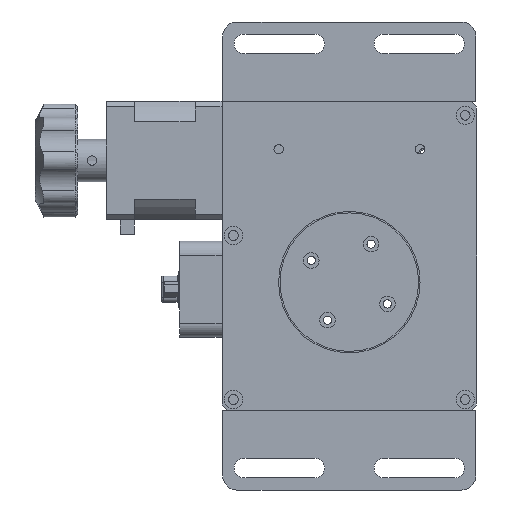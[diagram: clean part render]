
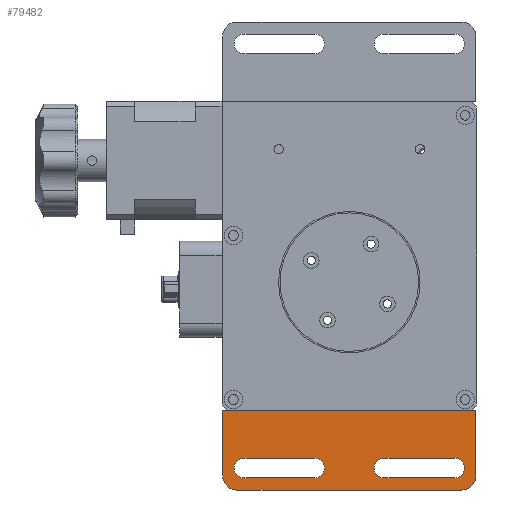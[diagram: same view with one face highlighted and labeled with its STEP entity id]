
A CAD part, front view. The second image highlights one B-rep face of the part: STEP entity #79482.
In plain terms, the highlighted planar face has unit normal (0, -1, 0).
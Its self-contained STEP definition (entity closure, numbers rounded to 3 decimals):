
#2253 = ORIENTED_EDGE ( 'NONE', *, *, #18670, .T. ) ;
#3226 = VERTEX_POINT ( 'NONE', #29585 ) ;
#4663 = LINE ( 'NONE', #31494, #68092 ) ;
#4861 = AXIS2_PLACEMENT_3D ( 'NONE', #9529, #67356, #17777 ) ;
#5090 = VERTEX_POINT ( 'NONE', #90658 ) ;
#5353 = ORIENTED_EDGE ( 'NONE', *, *, #17917, .T. ) ;
#6918 = ORIENTED_EDGE ( 'NONE', *, *, #16557, .T. ) ;
#8225 = CIRCLE ( 'NONE', #104600, 5. ) ;
#8536 = VERTEX_POINT ( 'NONE', #36313 ) ;
#8753 = VERTEX_POINT ( 'NONE', #97391 ) ;
#9529 = CARTESIAN_POINT ( 'NONE',  ( -39.75, 0., -68.5 ) ) ;
#9720 = LINE ( 'NONE', #68781, #53751 ) ;
#10442 = CARTESIAN_POINT ( 'NONE',  ( -12.25, 0., -62.25 ) ) ;
#11474 = EDGE_CURVE ( 'NONE', #79585, #53261, #34451, .T. ) ;
#12285 = VERTEX_POINT ( 'NONE', #24914 ) ;
#12475 = VECTOR ( 'NONE', #18530, 1000. ) ;
#12600 = LINE ( 'NONE', #95046, #100595 ) ;
#13694 = CIRCLE ( 'NONE', #66490, 3.5 ) ;
#16535 = CIRCLE ( 'NONE', #30822, 3.5 ) ;
#16557 = EDGE_CURVE ( 'NONE', #98990, #5090, #100695, .T. ) ;
#17777 = DIRECTION ( 'NONE',  ( -1., 0., 0. ) ) ;
#17917 = EDGE_CURVE ( 'NONE', #40572, #105459, #105733, .T. ) ;
#18094 = CIRCLE ( 'NONE', #88570, 3.5 ) ;
#18530 = DIRECTION ( 'NONE',  ( -1., 0., 0. ) ) ;
#18670 = EDGE_CURVE ( 'NONE', #8536, #22195, #9720, .T. ) ;
#19090 = CARTESIAN_POINT ( 'NONE',  ( -44.75, 0., -45.5 ) ) ;
#19109 = ORIENTED_EDGE ( 'NONE', *, *, #57751, .F. ) ;
#19265 = CARTESIAN_POINT ( 'NONE',  ( -12.25, 0., -65.75 ) ) ;
#21715 = CIRCLE ( 'NONE', #38491, 3.5 ) ;
#22195 = VERTEX_POINT ( 'NONE', #31850 ) ;
#22465 = CARTESIAN_POINT ( 'NONE',  ( -44.75, 0., -73.5 ) ) ;
#22621 = DIRECTION ( 'NONE',  ( 0., -1., 0. ) ) ;
#22758 = CARTESIAN_POINT ( 'NONE',  ( -40.75, 0., -65.75 ) ) ;
#24252 = ORIENTED_EDGE ( 'NONE', *, *, #62884, .T. ) ;
#24407 = VERTEX_POINT ( 'NONE', #69237 ) ;
#24870 = ORIENTED_EDGE ( 'NONE', *, *, #45220, .T. ) ;
#24914 = CARTESIAN_POINT ( 'NONE',  ( 44.75, 0., -68.5 ) ) ;
#25883 = FACE_BOUND ( 'NONE', #56874, .T. ) ;
#25982 = EDGE_CURVE ( 'NONE', #70294, #57995, #18094, .T. ) ;
#27537 = DIRECTION ( 'NONE',  ( -1., 0., 0. ) ) ;
#28522 = FACE_BOUND ( 'NONE', #56814, .T. ) ;
#28589 = DIRECTION ( 'NONE',  ( 1., 0., 0. ) ) ;
#29136 = CARTESIAN_POINT ( 'NONE',  ( 12.25, 0., -69.25 ) ) ;
#29585 = CARTESIAN_POINT ( 'NONE',  ( -44.75, 0., -45.5 ) ) ;
#30822 = AXIS2_PLACEMENT_3D ( 'NONE', #87182, #37595, #95486 ) ;
#31494 = CARTESIAN_POINT ( 'NONE',  ( -44.75, 0., -73.5 ) ) ;
#31850 = CARTESIAN_POINT ( 'NONE',  ( 37.25, 0., -62.25 ) ) ;
#33607 = DIRECTION ( 'NONE',  ( 0., 1., 0. ) ) ;
#34451 = LINE ( 'NONE', #100711, #12475 ) ;
#34813 = DIRECTION ( 'NONE',  ( 0., -1., 0. ) ) ;
#35052 = DIRECTION ( 'NONE',  ( 1., 0., 0. ) ) ;
#36313 = CARTESIAN_POINT ( 'NONE',  ( 12.25, 0., -62.25 ) ) ;
#37285 = VECTOR ( 'NONE', #106415, 1000. ) ;
#37595 = DIRECTION ( 'NONE',  ( 0., 1., 0. ) ) ;
#37874 = CARTESIAN_POINT ( 'NONE',  ( -44.75, 0., -69.25 ) ) ;
#38491 = AXIS2_PLACEMENT_3D ( 'NONE', #95628, #46051, #103939 ) ;
#39816 = DIRECTION ( 'NONE',  ( 0., 0., 1. ) ) ;
#40572 = VERTEX_POINT ( 'NONE', #70102 ) ;
#41887 = EDGE_CURVE ( 'NONE', #57995, #106959, #66245, .T. ) ;
#43543 = AXIS2_PLACEMENT_3D ( 'NONE', #83157, #33607, #91454 ) ;
#43703 = CARTESIAN_POINT ( 'NONE',  ( -44.75, 0., -69.25 ) ) ;
#44041 = DIRECTION ( 'NONE',  ( 1., 0., 0. ) ) ;
#44251 = ORIENTED_EDGE ( 'NONE', *, *, #66834, .F. ) ;
#44269 = VECTOR ( 'NONE', #44041, 1000. ) ;
#45220 = EDGE_CURVE ( 'NONE', #5090, #12285, #8225, .T. ) ;
#45535 = DIRECTION ( 'NONE',  ( 0., 1., 0. ) ) ;
#46051 = DIRECTION ( 'NONE',  ( 0., -1., 0. ) ) ;
#48709 = VERTEX_POINT ( 'NONE', #79527 ) ;
#49378 = DIRECTION ( 'NONE',  ( 0., 1., 0. ) ) ;
#52563 = ORIENTED_EDGE ( 'NONE', *, *, #92537, .T. ) ;
#53261 = VERTEX_POINT ( 'NONE', #105602 ) ;
#53751 = VECTOR ( 'NONE', #28589, 1000. ) ;
#53817 = DIRECTION ( 'NONE',  ( 0., 0., 1. ) ) ;
#56814 = EDGE_LOOP ( 'NONE', ( #2253, #96723, #5353, #77008, #52563 ) ) ;
#56874 = EDGE_LOOP ( 'NONE', ( #19109, #84253, #93743, #102507, #98343 ) ) ;
#57751 = EDGE_CURVE ( 'NONE', #53261, #70294, #21715, .T. ) ;
#57995 = VERTEX_POINT ( 'NONE', #74911 ) ;
#60309 = AXIS2_PLACEMENT_3D ( 'NONE', #98979, #49378, #107304 ) ;
#60979 = EDGE_CURVE ( 'NONE', #48709, #3226, #4663, .T. ) ;
#62884 = EDGE_CURVE ( 'NONE', #48709, #98990, #105059, .T. ) ;
#66245 = LINE ( 'NONE', #43703, #44269 ) ;
#66490 = AXIS2_PLACEMENT_3D ( 'NONE', #19265, #77190, #27537 ) ;
#66834 = EDGE_CURVE ( 'NONE', #3226, #24407, #93795, .T. ) ;
#67356 = DIRECTION ( 'NONE',  ( 0., -1., 0. ) ) ;
#68092 = VECTOR ( 'NONE', #39816, 1000. ) ;
#68781 = CARTESIAN_POINT ( 'NONE',  ( -44.75, 0., -62.25 ) ) ;
#68937 = EDGE_CURVE ( 'NONE', #105459, #8753, #92966, .T. ) ;
#69237 = CARTESIAN_POINT ( 'NONE',  ( 44.75, 0., -45.5 ) ) ;
#70102 = CARTESIAN_POINT ( 'NONE',  ( 37.25, 0., -69.25 ) ) ;
#70294 = VERTEX_POINT ( 'NONE', #22758 ) ;
#71114 = DIRECTION ( 'NONE',  ( -1., 0., 0. ) ) ;
#71254 = EDGE_CURVE ( 'NONE', #106959, #79585, #13694, .T. ) ;
#72197 = CARTESIAN_POINT ( 'NONE',  ( -37.25, 0., -65.75 ) ) ;
#74911 = CARTESIAN_POINT ( 'NONE',  ( -37.25, 0., -69.25 ) ) ;
#77008 = ORIENTED_EDGE ( 'NONE', *, *, #68937, .T. ) ;
#77190 = DIRECTION ( 'NONE',  ( 0., -1., 0. ) ) ;
#79482 = ADVANCED_FACE ( 'NONE', ( #89396, #28522, #25883 ), #99453, .F. ) ;
#79527 = CARTESIAN_POINT ( 'NONE',  ( -44.75, 0., -68.5 ) ) ;
#79585 = VERTEX_POINT ( 'NONE', #10442 ) ;
#80542 = DIRECTION ( 'NONE',  ( -1., 0., 0. ) ) ;
#83157 = CARTESIAN_POINT ( 'NONE',  ( -44.75, 0., -73.5 ) ) ;
#83731 = VECTOR ( 'NONE', #71114, 1000. ) ;
#84253 = ORIENTED_EDGE ( 'NONE', *, *, #11474, .F. ) ;
#84360 = CARTESIAN_POINT ( 'NONE',  ( 39.75, 0., -68.5 ) ) ;
#85891 = CARTESIAN_POINT ( 'NONE',  ( -39.75, 0., -73.5 ) ) ;
#87182 = CARTESIAN_POINT ( 'NONE',  ( 37.25, 0., -65.75 ) ) ;
#87705 = CARTESIAN_POINT ( 'NONE',  ( -12.25, 0., -69.25 ) ) ;
#88570 = AXIS2_PLACEMENT_3D ( 'NONE', #72197, #22621, #80542 ) ;
#89396 = FACE_OUTER_BOUND ( 'NONE', #105625, .T. ) ;
#90658 = CARTESIAN_POINT ( 'NONE',  ( 39.75, 0., -73.5 ) ) ;
#91163 = VECTOR ( 'NONE', #35052, 1000. ) ;
#91454 = DIRECTION ( 'NONE',  ( -1., 0., 0. ) ) ;
#92537 = EDGE_CURVE ( 'NONE', #8753, #8536, #96940, .T. ) ;
#92652 = DIRECTION ( 'NONE',  ( -1., 0., 0. ) ) ;
#92966 = CIRCLE ( 'NONE', #107286, 3.5 ) ;
#93743 = ORIENTED_EDGE ( 'NONE', *, *, #71254, .F. ) ;
#93795 = LINE ( 'NONE', #19090, #91163 ) ;
#95046 = CARTESIAN_POINT ( 'NONE',  ( 44.75, 0., -73.5 ) ) ;
#95133 = CARTESIAN_POINT ( 'NONE',  ( 12.25, 0., -65.75 ) ) ;
#95486 = DIRECTION ( 'NONE',  ( -1., 0., 0. ) ) ;
#95628 = CARTESIAN_POINT ( 'NONE',  ( -37.25, 0., -65.75 ) ) ;
#96723 = ORIENTED_EDGE ( 'NONE', *, *, #96910, .T. ) ;
#96910 = EDGE_CURVE ( 'NONE', #22195, #40572, #16535, .T. ) ;
#96940 = CIRCLE ( 'NONE', #60309, 3.5 ) ;
#97391 = CARTESIAN_POINT ( 'NONE',  ( 8.75, 0., -65.75 ) ) ;
#97488 = EDGE_CURVE ( 'NONE', #12285, #24407, #12600, .T. ) ;
#98343 = ORIENTED_EDGE ( 'NONE', *, *, #25982, .F. ) ;
#98979 = CARTESIAN_POINT ( 'NONE',  ( 12.25, 0., -65.75 ) ) ;
#98990 = VERTEX_POINT ( 'NONE', #85891 ) ;
#99453 = PLANE ( 'NONE',  #43543 ) ;
#100595 = VECTOR ( 'NONE', #53817, 1000. ) ;
#100695 = LINE ( 'NONE', #22465, #37285 ) ;
#100711 = CARTESIAN_POINT ( 'NONE',  ( -44.75, 0., -62.25 ) ) ;
#101043 = ORIENTED_EDGE ( 'NONE', *, *, #97488, .T. ) ;
#102507 = ORIENTED_EDGE ( 'NONE', *, *, #41887, .F. ) ;
#103432 = DIRECTION ( 'NONE',  ( -1., 0., 0. ) ) ;
#103939 = DIRECTION ( 'NONE',  ( -1., 0., 0. ) ) ;
#104600 = AXIS2_PLACEMENT_3D ( 'NONE', #84360, #34813, #92652 ) ;
#105059 = CIRCLE ( 'NONE', #4861, 5. ) ;
#105414 = ORIENTED_EDGE ( 'NONE', *, *, #60979, .F. ) ;
#105459 = VERTEX_POINT ( 'NONE', #29136 ) ;
#105602 = CARTESIAN_POINT ( 'NONE',  ( -37.25, 0., -62.25 ) ) ;
#105625 = EDGE_LOOP ( 'NONE', ( #6918, #24870, #101043, #44251, #105414, #24252 ) ) ;
#105733 = LINE ( 'NONE', #37874, #83731 ) ;
#106415 = DIRECTION ( 'NONE',  ( 1., 0., 0. ) ) ;
#106959 = VERTEX_POINT ( 'NONE', #87705 ) ;
#107286 = AXIS2_PLACEMENT_3D ( 'NONE', #95133, #45535, #103432 ) ;
#107304 = DIRECTION ( 'NONE',  ( -1., 0., 0. ) ) ;
